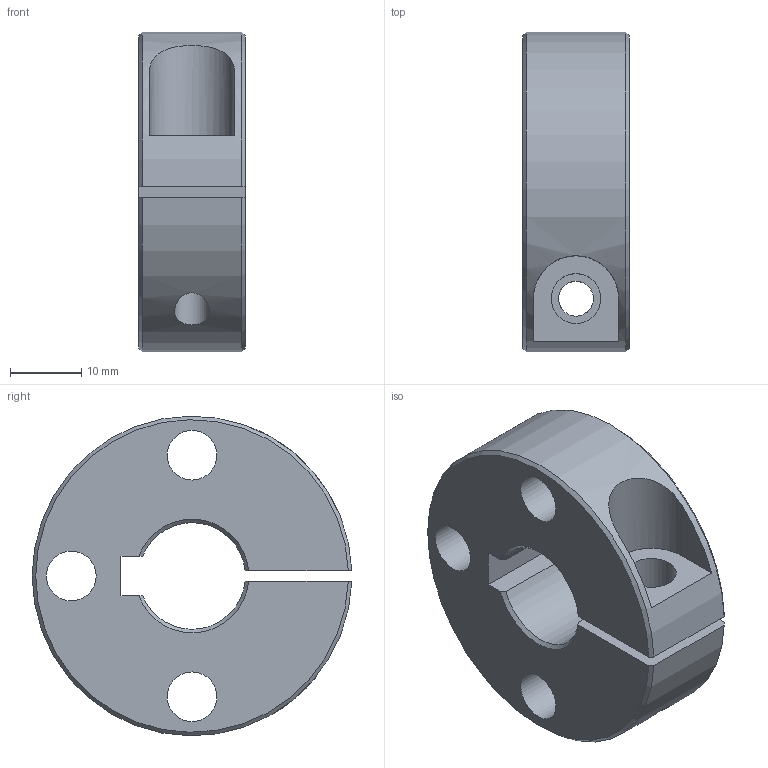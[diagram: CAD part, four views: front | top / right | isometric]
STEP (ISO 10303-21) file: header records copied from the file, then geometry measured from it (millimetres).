
FILE_DESCRIPTION(/* description */ ('STEP AP214'),/* implementation_level */ '2;1');
FILE_NAME(/* name */ 'SCS1515CKP3',/* time_stamp */ '2025-02-26T21:22:59+01:00',/* author */ ('License CC BY-ND 4.0'),/* organization */ ('CADENAS'),/* preprocessor_version */ 'ST-DEVELOPER v19.3',/* originating_system */ 'PARTsolutions',/* authorisation */ ' ');
FILE_SCHEMA (('AUTOMOTIVE_DESIGN {1 0 10303 214 3 1 1}'));
Length unit declared in the file: millimetre
Products named in the file (2): SCS1515CKP3; SCS  1515CN3
Assembly tree (1 placements, depth 2):
  SCS1515CKP3
    SCS  1515CN3
Bounding box: 15 x 44.99 x 44.99 mm (x, y, z)
Volume: 17315.7 mm3; surface area: 7217.8 mm2
Topology: 1 solids, 1 shells, 25 faces, 67 edges, 45 vertices
Faces by surface type: plane 10, cylinder 9, cone 6
Full cylindrical faces by diameter (mm): 4.917 x1, 7 x4
Entity records: 863 total; most frequent: CARTESIAN_POINT 195, DIRECTION 125, ORIENTED_EDGE 122, EDGE_CURVE 61, AXIS2_PLACEMENT_3D 51, VERTEX_POINT 44, EDGE_LOOP 41, FACE_BOUND 41
